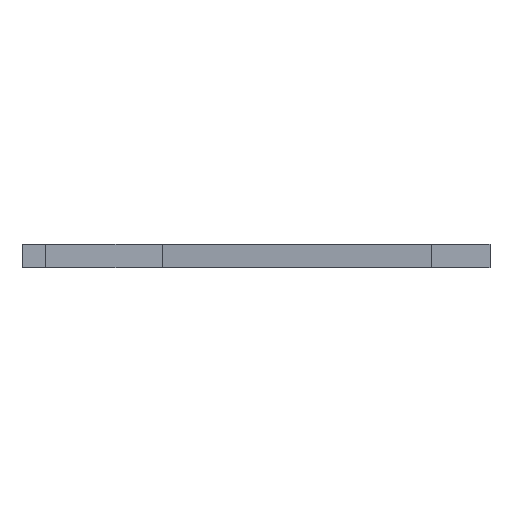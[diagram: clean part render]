
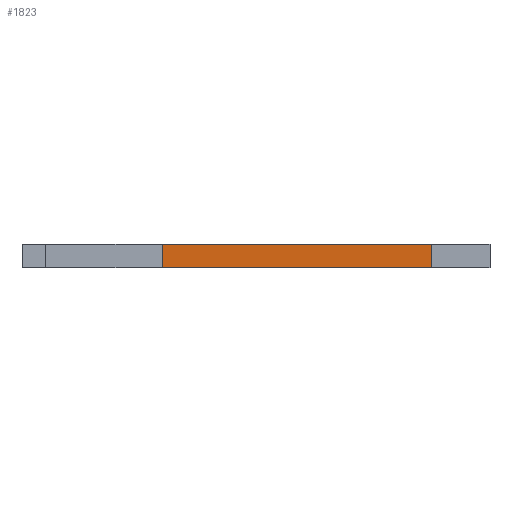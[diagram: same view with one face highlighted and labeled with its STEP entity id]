
A CAD part, left-side view. The second image highlights one B-rep face of the part: STEP entity #1823.
In plain terms, the highlighted planar face has unit normal (-0.592, -0.806, 0).
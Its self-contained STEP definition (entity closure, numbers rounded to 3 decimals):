
#177=FACE_OUTER_BOUND('',#261,.T.);
#261=EDGE_LOOP('',(#1535,#1536,#1537,#1538));
#372=LINE('',#2550,#618);
#425=LINE('',#2655,#671);
#470=LINE('',#2745,#716);
#509=LINE('',#2822,#755);
#618=VECTOR('',#2069,10.);
#671=VECTOR('',#2140,10.);
#716=VECTOR('',#2235,10.);
#755=VECTOR('',#2276,10.);
#855=VERTEX_POINT('',#2547);
#856=VERTEX_POINT('',#2549);
#899=VERTEX_POINT('',#2652);
#919=VERTEX_POINT('',#2744);
#1028=EDGE_CURVE('',#855,#856,#372,.T.);
#1081=EDGE_CURVE('',#856,#899,#425,.T.);
#1126=EDGE_CURVE('',#899,#919,#470,.T.);
#1165=EDGE_CURVE('',#919,#855,#509,.T.);
#1535=ORIENTED_EDGE('',*,*,#1028,.F.);
#1536=ORIENTED_EDGE('',*,*,#1165,.F.);
#1537=ORIENTED_EDGE('',*,*,#1126,.F.);
#1538=ORIENTED_EDGE('',*,*,#1081,.F.);
#1739=PLANE('',#1930);
#1823=ADVANCED_FACE('',(#177),#1739,.F.);
#1930=AXIS2_PLACEMENT_3D('',#2821,#2274,#2275);
#2069=DIRECTION('',(0.806,-0.592,0.));
#2140=DIRECTION('',(0.,0.,-1.));
#2235=DIRECTION('',(-0.806,0.592,0.));
#2274=DIRECTION('center_axis',(0.592,0.806,0.));
#2275=DIRECTION('ref_axis',(-0.806,0.592,0.));
#2276=DIRECTION('',(0.,0.,1.));
#2547=CARTESIAN_POINT('',(-105.5,27.,4.));
#2549=CARTESIAN_POINT('',(-42.863,-19.,4.));
#2550=CARTESIAN_POINT('',(-33.472,-25.896,4.));
#2652=CARTESIAN_POINT('',(-42.863,-19.,0.));
#2655=CARTESIAN_POINT('',(-42.863,-19.,2.));
#2744=CARTESIAN_POINT('',(-105.5,27.,0.));
#2745=CARTESIAN_POINT('',(-33.472,-25.896,0.));
#2821=CARTESIAN_POINT('Origin',(-42.863,-19.,0.));
#2822=CARTESIAN_POINT('',(-105.5,27.,0.));
